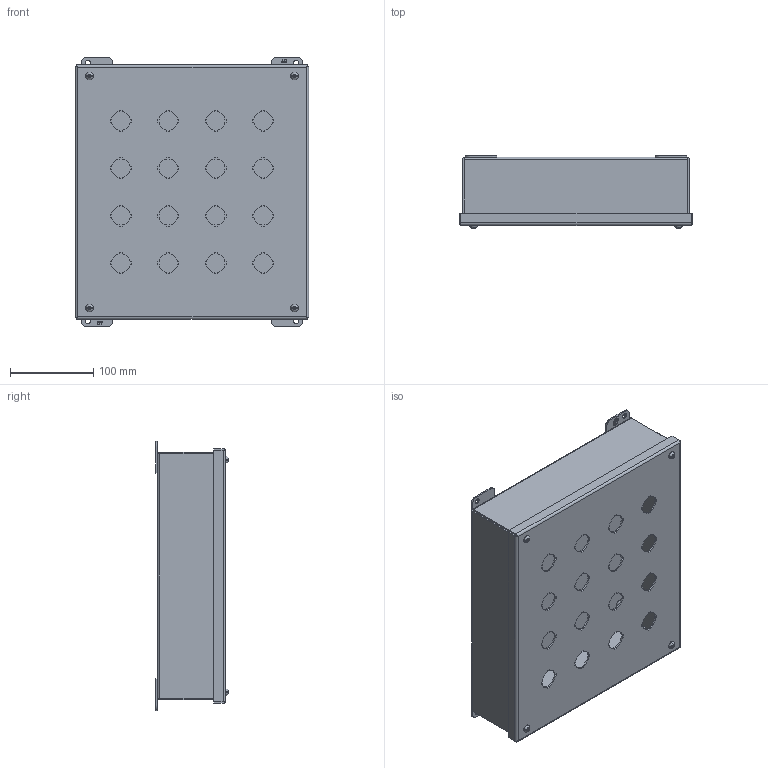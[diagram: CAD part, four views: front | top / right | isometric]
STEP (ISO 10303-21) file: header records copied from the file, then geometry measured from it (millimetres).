
FILE_DESCRIPTION (( 'STEP AP203' ), '1' );
FILE_NAME ('1435MS_Default.step', '2019-11-08T16:41:33', ( '' ), ( '' ), 'SwSTEP 2.0', 'SolidWorks 2019', '' );
FILE_SCHEMA (( 'CONFIG_CONTROL_DESIGN' ));
Length unit declared in the file: inch
Products named in the file (1): 1435MS_Default
Bounding box: 280.97 x 86.91 x 323.85 mm (x, y, z)
Volume: 567442.3 mm3; surface area: 593542.1 mm2
Topology: 22 solids, 22 shells, 938 faces, 2512 edges, 1643 vertices
Faces by surface type: plane 674, cylinder 212, cone 22, bspline 22, torus 8
Entity records: 30105 total; most frequent: CARTESIAN_POINT 6408, ORIENTED_EDGE 5020, DIRECTION 4702, EDGE_CURVE 2510, VECTOR 1884, LINE 1884, VERTEX_POINT 1643, AXIS2_PLACEMENT_3D 1409
